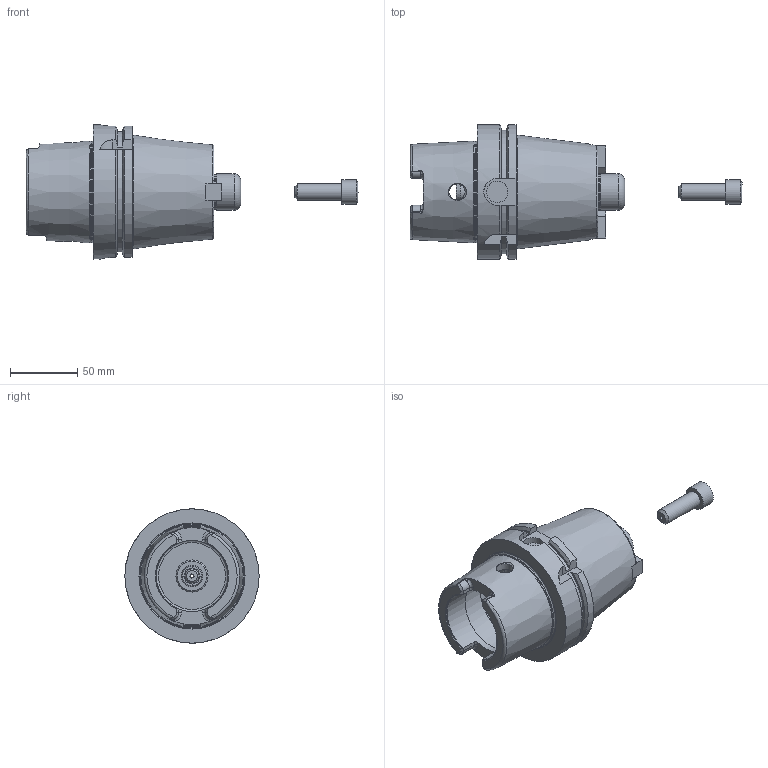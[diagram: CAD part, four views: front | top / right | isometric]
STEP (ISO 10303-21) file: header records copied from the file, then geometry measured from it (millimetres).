
FILE_DESCRIPTION((''),'2;1');
FILE_NAME('535017227090-3D.stp','2020-05-08T10:28:27',('nttooll'),(''),'Autodesk Inventor 2012','Autodesk Inventor 2012','');
FILE_SCHEMA(('AUTOMOTIVE_DESIGN { 1 0 10303 214 1 1 1 1 }'));
Length unit declared in the file: millimetre
Products named in the file (1): 535017227090-3D
Bounding box: 247.36 x 100 x 100 mm (x, y, z)
Volume: 559735.1 mm3; surface area: 72937.1 mm2
Topology: 2 solids, 2 shells, 168 faces, 418 edges, 262 vertices
Faces by surface type: plane 73, cylinder 43, cone 33, torus 19
Full cylindrical faces by diameter (mm): 3 x1, 10.5 x1, 11.547 x1, 12 x5, 12.5 x1, 15.3 x1, 16 x2, 18 x1, 24 x1, 26.6 x1, 27 x1, 53 x1, 53.8 x1, 63 x1, 75.3 x1, 100 x1
Entity records: 5059 total; most frequent: CARTESIAN_POINT 1310, DIRECTION 777, ORIENTED_EDGE 726, EDGE_CURVE 363, AXIS2_PLACEMENT_3D 315, VERTEX_POINT 252, EDGE_LOOP 229, FACE_OUTER_BOUND 168
